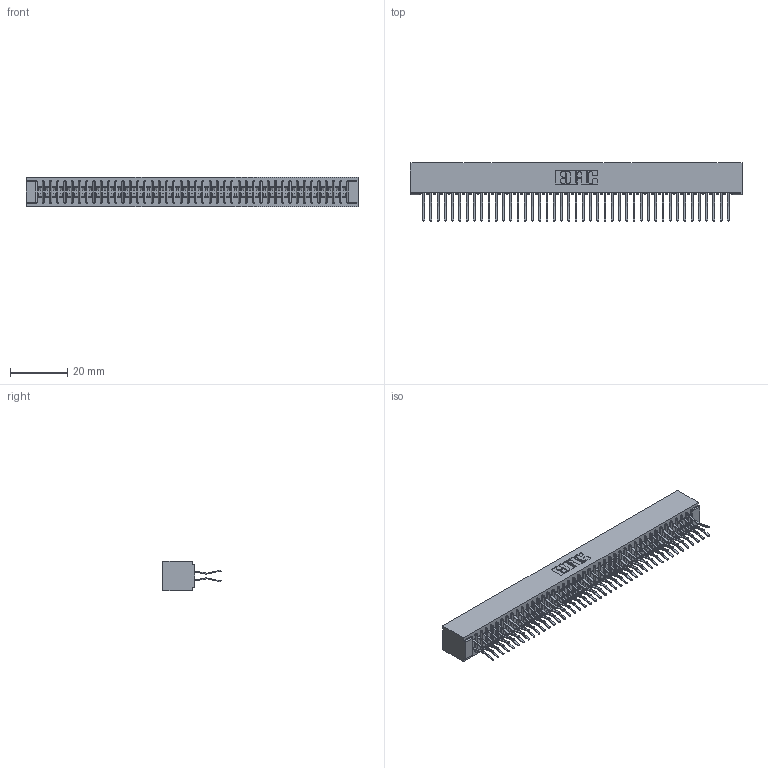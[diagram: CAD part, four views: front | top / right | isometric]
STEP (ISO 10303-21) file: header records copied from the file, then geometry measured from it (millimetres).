
FILE_DESCRIPTION (( 'STEP AP203' ), '1' );
FILE_NAME ('391-086-560-201.STEP', '2018-08-09T16:52:23', ( '' ), ( '' ), 'SwSTEP 2.0', 'SolidWorks 2016', '' );
FILE_SCHEMA (( 'CONFIG_CONTROL_DESIGN' ));
Length unit declared in the file: inch
Products named in the file (3): 391-086-560-201; 341 Part_No Mounting Lugs; 341-292-001_341-292-160
Assembly tree (87 placements, depth 2):
  391-086-560-201
    341 Part_No Mounting Lugs
    341-292-001_341-292-160  x86
Bounding box: 116.2 x 20.37 x 10.16 mm (x, y, z)
Volume: 8903.3 mm3; surface area: 17134.8 mm2
Topology: 87 solids, 87 shells, 6128 faces, 17793 edges, 11542 vertices
Faces by surface type: plane 3504, cylinder 2452, sphere 88, torus 84
Entity records: 51768 total; most frequent: CARTESIAN_POINT 8605, ORIENTED_EDGE 8550, DIRECTION 8353, EDGE_CURVE 4275, LINE 3453, VECTOR 3453, VERTEX_POINT 2702, AXIS2_PLACEMENT_3D 2450
